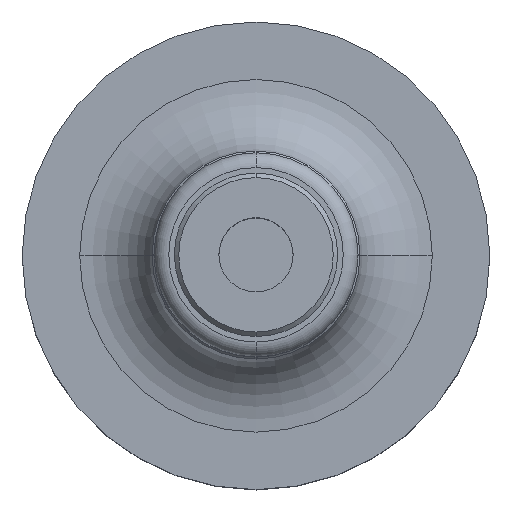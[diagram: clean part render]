
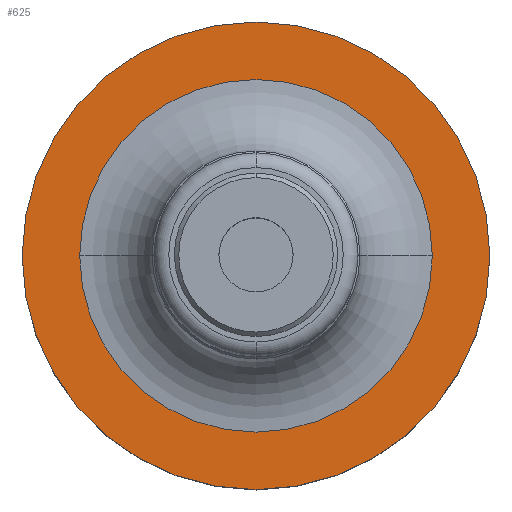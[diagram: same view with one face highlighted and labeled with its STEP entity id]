
A CAD part, top view. The second image highlights one B-rep face of the part: STEP entity #625.
In plain terms, the highlighted planar face has unit normal (0, 0, 1).
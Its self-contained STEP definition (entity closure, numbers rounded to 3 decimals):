
#45 = VERTEX_POINT ( 'NONE', #629 ) ;
#63 = VERTEX_POINT ( 'NONE', #1314 ) ;
#107 = VERTEX_POINT ( 'NONE', #529 ) ;
#189 = FACE_OUTER_BOUND ( 'NONE', #1694, .T. ) ;
#233 = CARTESIAN_POINT ( 'NONE',  ( 0., 0., 26. ) ) ;
#275 = CARTESIAN_POINT ( 'NONE',  ( 0., 0., 26. ) ) ;
#390 = DIRECTION ( 'NONE',  ( 1., 0., 0. ) ) ;
#479 = PLANE ( 'NONE',  #1263 ) ;
#507 = CIRCLE ( 'NONE', #1023, 31.5 ) ;
#513 = VERTEX_POINT ( 'NONE', #610 ) ;
#527 = CIRCLE ( 'NONE', #832, 23.75 ) ;
#529 = CARTESIAN_POINT ( 'NONE',  ( -23.75, 0., 26. ) ) ;
#562 = EDGE_CURVE ( 'NONE', #45, #63, #507, .T. ) ;
#563 = DIRECTION ( 'NONE',  ( -1., 0., 0. ) ) ;
#610 = CARTESIAN_POINT ( 'NONE',  ( 23.75, 0., 26. ) ) ;
#625 = ADVANCED_FACE ( 'NONE', ( #943, #189 ), #479, .T. ) ;
#629 = CARTESIAN_POINT ( 'NONE',  ( -31.5, 0., 26. ) ) ;
#671 = DIRECTION ( 'NONE',  ( 0., 0., -1. ) ) ;
#715 = AXIS2_PLACEMENT_3D ( 'NONE', #233, #671, #390 ) ;
#752 = DIRECTION ( 'NONE',  ( 1., 0., 0. ) ) ;
#781 = EDGE_CURVE ( 'NONE', #63, #45, #1160, .T. ) ;
#832 = AXIS2_PLACEMENT_3D ( 'NONE', #857, #1275, #752 ) ;
#857 = CARTESIAN_POINT ( 'NONE',  ( 0., 0., 26. ) ) ;
#883 = EDGE_LOOP ( 'NONE', ( #1300, #1673 ) ) ;
#929 = EDGE_CURVE ( 'NONE', #107, #513, #527, .T. ) ;
#943 = FACE_BOUND ( 'NONE', #883, .T. ) ;
#1023 = AXIS2_PLACEMENT_3D ( 'NONE', #1729, #1632, #1180 ) ;
#1042 = DIRECTION ( 'NONE',  ( 0., 0., 1. ) ) ;
#1160 = CIRCLE ( 'NONE', #1668, 31.5 ) ;
#1180 = DIRECTION ( 'NONE',  ( -1., 0., 0. ) ) ;
#1263 = AXIS2_PLACEMENT_3D ( 'NONE', #1787, #1042, #1763 ) ;
#1275 = DIRECTION ( 'NONE',  ( 0., 0., -1. ) ) ;
#1300 = ORIENTED_EDGE ( 'NONE', *, *, #1779, .T. ) ;
#1314 = CARTESIAN_POINT ( 'NONE',  ( 31.5, 0., 26. ) ) ;
#1371 = CIRCLE ( 'NONE', #715, 23.75 ) ;
#1413 = DIRECTION ( 'NONE',  ( 0., 0., -1. ) ) ;
#1548 = ORIENTED_EDGE ( 'NONE', *, *, #781, .F. ) ;
#1632 = DIRECTION ( 'NONE',  ( 0., 0., -1. ) ) ;
#1668 = AXIS2_PLACEMENT_3D ( 'NONE', #275, #1413, #563 ) ;
#1673 = ORIENTED_EDGE ( 'NONE', *, *, #929, .T. ) ;
#1694 = EDGE_LOOP ( 'NONE', ( #1736, #1548 ) ) ;
#1729 = CARTESIAN_POINT ( 'NONE',  ( 0., 0., 26. ) ) ;
#1736 = ORIENTED_EDGE ( 'NONE', *, *, #562, .F. ) ;
#1763 = DIRECTION ( 'NONE',  ( 1., 0., 0. ) ) ;
#1779 = EDGE_CURVE ( 'NONE', #513, #107, #1371, .T. ) ;
#1787 = CARTESIAN_POINT ( 'NONE',  ( 0., 13.75, 26. ) ) ;
